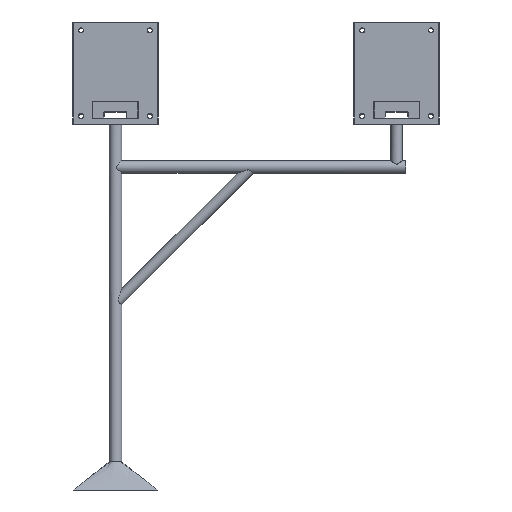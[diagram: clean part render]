
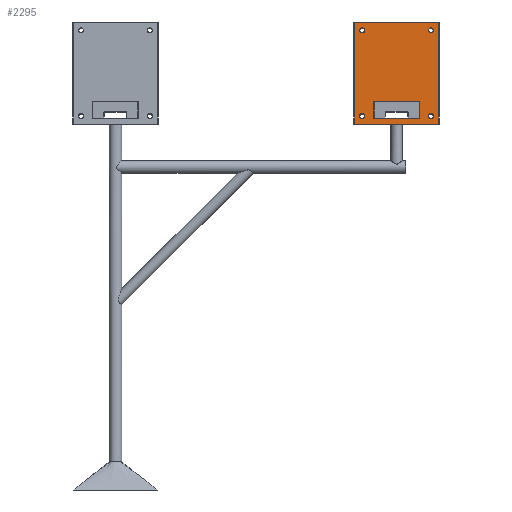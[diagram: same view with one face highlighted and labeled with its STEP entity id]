
A CAD part, front view. The second image highlights one B-rep face of the part: STEP entity #2295.
In plain terms, the highlighted planar face has unit normal (0, -1, 0).
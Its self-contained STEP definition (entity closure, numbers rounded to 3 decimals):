
#42=FACE_BOUND('',#716,.T.);
#43=FACE_BOUND('',#717,.T.);
#44=FACE_BOUND('',#718,.T.);
#45=FACE_BOUND('',#719,.T.);
#46=FACE_BOUND('',#720,.T.);
#114=PLANE('',#2531);
#194=LINE('',#3847,#342);
#196=LINE('',#3855,#344);
#199=LINE('',#3863,#347);
#200=LINE('',#3866,#348);
#207=LINE('',#3881,#355);
#208=LINE('',#3883,#356);
#209=LINE('',#3885,#357);
#210=LINE('',#3886,#358);
#342=VECTOR('',#3026,10.);
#344=VECTOR('',#3034,10.);
#347=VECTOR('',#3041,10.);
#348=VECTOR('',#3046,10.);
#355=VECTOR('',#3059,10.);
#356=VECTOR('',#3060,10.);
#357=VECTOR('',#3061,10.);
#358=VECTOR('',#3062,10.);
#552=FACE_OUTER_BOUND('',#715,.T.);
#715=EDGE_LOOP('',(#1800,#1801,#1802,#1803));
#716=EDGE_LOOP('',(#1804));
#717=EDGE_LOOP('',(#1805));
#718=EDGE_LOOP('',(#1806));
#719=EDGE_LOOP('',(#1807));
#720=EDGE_LOOP('',(#1808,#1809,#1810,#1811));
#905=CIRCLE('',#2532,0.912);
#906=CIRCLE('',#2533,0.912);
#907=CIRCLE('',#2534,0.912);
#908=CIRCLE('',#2535,0.912);
#1095=VERTEX_POINT('',#3845);
#1096=VERTEX_POINT('',#3846);
#1099=VERTEX_POINT('',#3854);
#1102=VERTEX_POINT('',#3862);
#1106=VERTEX_POINT('',#3879);
#1107=VERTEX_POINT('',#3880);
#1108=VERTEX_POINT('',#3882);
#1109=VERTEX_POINT('',#3884);
#1110=VERTEX_POINT('',#3887);
#1111=VERTEX_POINT('',#3889);
#1112=VERTEX_POINT('',#3891);
#1113=VERTEX_POINT('',#3893);
#1339=EDGE_CURVE('',#1095,#1096,#194,.T.);
#1343=EDGE_CURVE('',#1096,#1099,#196,.T.);
#1347=EDGE_CURVE('',#1099,#1102,#199,.T.);
#1349=EDGE_CURVE('',#1102,#1095,#200,.T.);
#1356=EDGE_CURVE('',#1106,#1107,#207,.T.);
#1357=EDGE_CURVE('',#1108,#1106,#208,.T.);
#1358=EDGE_CURVE('',#1109,#1108,#209,.T.);
#1359=EDGE_CURVE('',#1107,#1109,#210,.T.);
#1360=EDGE_CURVE('',#1110,#1110,#905,.T.);
#1361=EDGE_CURVE('',#1111,#1111,#906,.T.);
#1362=EDGE_CURVE('',#1112,#1112,#907,.T.);
#1363=EDGE_CURVE('',#1113,#1113,#908,.T.);
#1800=ORIENTED_EDGE('',*,*,#1356,.F.);
#1801=ORIENTED_EDGE('',*,*,#1357,.F.);
#1802=ORIENTED_EDGE('',*,*,#1358,.F.);
#1803=ORIENTED_EDGE('',*,*,#1359,.F.);
#1804=ORIENTED_EDGE('',*,*,#1360,.F.);
#1805=ORIENTED_EDGE('',*,*,#1361,.F.);
#1806=ORIENTED_EDGE('',*,*,#1362,.F.);
#1807=ORIENTED_EDGE('',*,*,#1363,.F.);
#1808=ORIENTED_EDGE('',*,*,#1339,.F.);
#1809=ORIENTED_EDGE('',*,*,#1349,.F.);
#1810=ORIENTED_EDGE('',*,*,#1347,.F.);
#1811=ORIENTED_EDGE('',*,*,#1343,.F.);
#2295=ADVANCED_FACE('',(#552,#42,#43,#44,#45,#46),#114,.F.);
#2531=AXIS2_PLACEMENT_3D('',#3878,#3057,#3058);
#2532=AXIS2_PLACEMENT_3D('',#3888,#3063,#3064);
#2533=AXIS2_PLACEMENT_3D('',#3890,#3065,#3066);
#2534=AXIS2_PLACEMENT_3D('',#3892,#3067,#3068);
#2535=AXIS2_PLACEMENT_3D('',#3894,#3069,#3070);
#3026=DIRECTION('',(0.,0.,1.));
#3034=DIRECTION('',(-1.,0.,0.));
#3041=DIRECTION('',(0.,0.,-1.));
#3046=DIRECTION('',(1.,0.,0.));
#3057=DIRECTION('center_axis',(0.,1.,0.));
#3058=DIRECTION('ref_axis',(1.,0.,0.));
#3059=DIRECTION('',(0.,0.,-1.));
#3060=DIRECTION('',(1.,0.,0.));
#3061=DIRECTION('',(0.,0.,1.));
#3062=DIRECTION('',(-1.,0.,0.));
#3063=DIRECTION('center_axis',(0.,-1.,0.));
#3064=DIRECTION('ref_axis',(0.,0.,-1.));
#3065=DIRECTION('center_axis',(0.,-1.,0.));
#3066=DIRECTION('ref_axis',(0.,0.,-1.));
#3067=DIRECTION('center_axis',(0.,-1.,0.));
#3068=DIRECTION('ref_axis',(0.,0.,-1.));
#3069=DIRECTION('center_axis',(0.,-1.,0.));
#3070=DIRECTION('ref_axis',(0.,0.,-1.));
#3845=CARTESIAN_POINT('',(92.85,0.,-34.4));
#3846=CARTESIAN_POINT('',(92.85,0.,-28.2));
#3847=CARTESIAN_POINT('',(92.85,0.,-23.275));
#3854=CARTESIAN_POINT('',(76.65,0.,-28.2));
#3855=CARTESIAN_POINT('',(80.75,0.,-28.2));
#3862=CARTESIAN_POINT('',(76.65,0.,-34.4));
#3863=CARTESIAN_POINT('',(76.65,0.,-26.275));
#3866=CARTESIAN_POINT('',(88.75,0.,-34.4));
#3878=CARTESIAN_POINT('Origin',(84.75,0.,-18.25));
#3879=CARTESIAN_POINT('',(99.8,0.,-0.2));
#3880=CARTESIAN_POINT('',(99.8,0.,-36.3));
#3881=CARTESIAN_POINT('',(99.8,0.,-9.125));
#3882=CARTESIAN_POINT('',(69.7,0.,-0.2));
#3883=CARTESIAN_POINT('',(77.125,0.,-0.2));
#3884=CARTESIAN_POINT('',(69.7,0.,-36.3));
#3885=CARTESIAN_POINT('',(69.7,0.,-27.375));
#3886=CARTESIAN_POINT('',(92.375,0.,-36.3));
#3887=CARTESIAN_POINT('',(72.5,0.,-34.412));
#3888=CARTESIAN_POINT('Origin',(72.5,0.,-33.5));
#3889=CARTESIAN_POINT('',(72.5,0.,-3.912));
#3890=CARTESIAN_POINT('Origin',(72.5,0.,-3.));
#3891=CARTESIAN_POINT('',(97.,0.,-3.912));
#3892=CARTESIAN_POINT('Origin',(97.,0.,-3.));
#3893=CARTESIAN_POINT('',(97.,0.,-34.412));
#3894=CARTESIAN_POINT('Origin',(97.,0.,-33.5));
